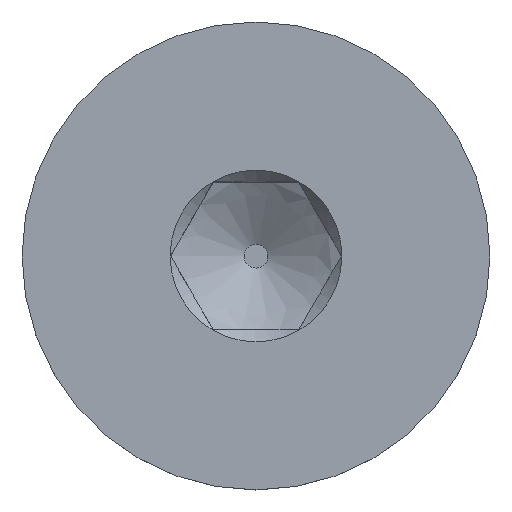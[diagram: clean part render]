
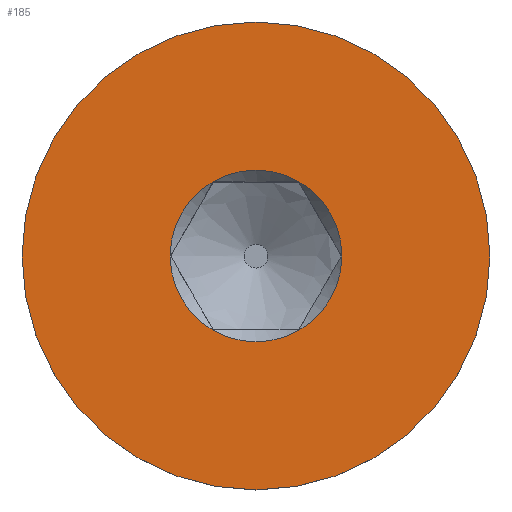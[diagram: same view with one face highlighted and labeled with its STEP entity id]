
A CAD part, top view. The second image highlights one B-rep face of the part: STEP entity #185.
In plain terms, the highlighted planar face has unit normal (0, 0, 1).
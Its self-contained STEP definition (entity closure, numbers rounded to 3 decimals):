
#166 = VERTEX_POINT('',#167);
#167 = CARTESIAN_POINT('',(8.,0.,0.));
#173 = EDGE_CURVE('',#166,#166,#174,.T.);
#174 = CIRCLE('',#175,8.);
#175 = AXIS2_PLACEMENT_3D('',#176,#177,#178);
#176 = CARTESIAN_POINT('',(0.,0.,0.));
#177 = DIRECTION('',(0.,0.,1.));
#178 = DIRECTION('',(1.,0.,-0.));
#185 = ADVANCED_FACE('',(#186,#189),#200,.T.);
#186 = FACE_BOUND('',#187,.T.);
#187 = EDGE_LOOP('',(#188));
#188 = ORIENTED_EDGE('',*,*,#173,.T.);
#189 = FACE_BOUND('',#190,.T.);
#190 = EDGE_LOOP('',(#191));
#191 = ORIENTED_EDGE('',*,*,#192,.T.);
#192 = EDGE_CURVE('',#193,#193,#195,.T.);
#193 = VERTEX_POINT('',#194);
#194 = CARTESIAN_POINT('',(-2.936,0.,0.));
#195 = CIRCLE('',#196,2.936);
#196 = AXIS2_PLACEMENT_3D('',#197,#198,#199);
#197 = CARTESIAN_POINT('',(0.,0.,0.));
#198 = DIRECTION('',(0.,0.,-1.));
#199 = DIRECTION('',(-1.,0.,-0.));
#200 = PLANE('',#201);
#201 = AXIS2_PLACEMENT_3D('',#202,#203,#204);
#202 = CARTESIAN_POINT('',(0.,0.,0.));
#203 = DIRECTION('',(0.,0.,1.));
#204 = DIRECTION('',(1.,0.,-0.));
